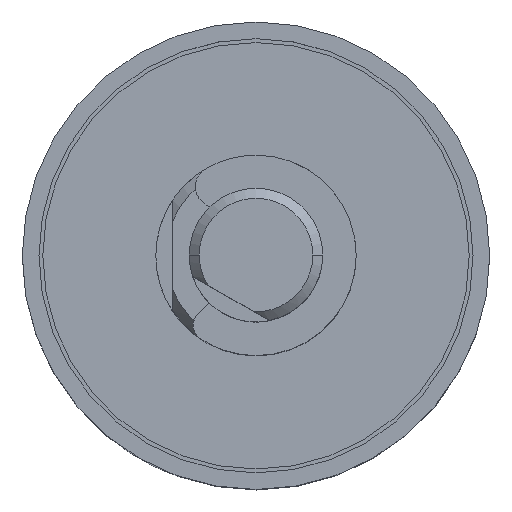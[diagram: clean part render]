
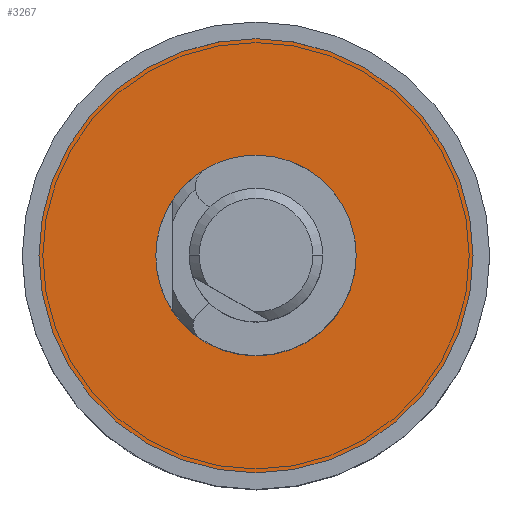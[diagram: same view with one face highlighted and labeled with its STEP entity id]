
A CAD part, top view. The second image highlights one B-rep face of the part: STEP entity #3267.
In plain terms, the highlighted planar face has unit normal (0, 0, 1).
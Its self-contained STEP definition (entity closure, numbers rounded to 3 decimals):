
#174 = CARTESIAN_POINT ( 'NONE',  ( 3., 0., 0.5 ) ) ;
#420 = CIRCLE ( 'NONE', #8221, 3. ) ;
#1159 = DIRECTION ( 'NONE',  ( 0., 0., -1. ) ) ;
#1172 = CIRCLE ( 'NONE', #4449, 3. ) ;
#1367 = ORIENTED_EDGE ( 'NONE', *, *, #6289, .T. ) ;
#2063 = AXIS2_PLACEMENT_3D ( 'NONE', #10202, #5234, #9371 ) ;
#2675 = VERTEX_POINT ( 'NONE', #5316 ) ;
#2771 = CARTESIAN_POINT ( 'NONE',  ( 6.5, 0., 0.5 ) ) ;
#2817 = DIRECTION ( 'NONE',  ( 0., 0., 1. ) ) ;
#2819 = CARTESIAN_POINT ( 'NONE',  ( 0., 0., 0.5 ) ) ;
#2927 = CIRCLE ( 'NONE', #2063, 6.5 ) ;
#2982 = CARTESIAN_POINT ( 'NONE',  ( -3., 0., 0.5 ) ) ;
#3267 = ADVANCED_FACE ( 'NONE', ( #8020, #9035 ), #5047, .T. ) ;
#3339 = EDGE_CURVE ( 'NONE', #9539, #3518, #1172, .T. ) ;
#3517 = DIRECTION ( 'NONE',  ( 1., 0., 0. ) ) ;
#3518 = VERTEX_POINT ( 'NONE', #2982 ) ;
#3647 = CIRCLE ( 'NONE', #9548, 6.5 ) ;
#4106 = EDGE_CURVE ( 'NONE', #2675, #10046, #2927, .T. ) ;
#4449 = AXIS2_PLACEMENT_3D ( 'NONE', #2819, #1159, #6788 ) ;
#4953 = DIRECTION ( 'NONE',  ( 0., 0., 1. ) ) ;
#5047 = PLANE ( 'NONE',  #5923 ) ;
#5156 = CARTESIAN_POINT ( 'NONE',  ( 0., 0., 0.5 ) ) ;
#5167 = CARTESIAN_POINT ( 'NONE',  ( 0., 0., 0.5 ) ) ;
#5234 = DIRECTION ( 'NONE',  ( 0., 0., 1. ) ) ;
#5316 = CARTESIAN_POINT ( 'NONE',  ( -6.5, 0., 0.5 ) ) ;
#5750 = DIRECTION ( 'NONE',  ( 1., 0., 0. ) ) ;
#5923 = AXIS2_PLACEMENT_3D ( 'NONE', #174, #4953, #5750 ) ;
#6289 = EDGE_CURVE ( 'NONE', #10046, #2675, #3647, .T. ) ;
#6472 = ORIENTED_EDGE ( 'NONE', *, *, #4106, .T. ) ;
#6788 = DIRECTION ( 'NONE',  ( -1., 0., 0. ) ) ;
#6798 = DIRECTION ( 'NONE',  ( -1., 0., 0. ) ) ;
#7145 = EDGE_LOOP ( 'NONE', ( #1367, #6472 ) ) ;
#8020 = FACE_BOUND ( 'NONE', #8946, .T. ) ;
#8053 = CARTESIAN_POINT ( 'NONE',  ( 3., 0., 0.5 ) ) ;
#8221 = AXIS2_PLACEMENT_3D ( 'NONE', #5167, #10085, #6798 ) ;
#8946 = EDGE_LOOP ( 'NONE', ( #10501, #9349 ) ) ;
#8983 = EDGE_CURVE ( 'NONE', #3518, #9539, #420, .T. ) ;
#9035 = FACE_OUTER_BOUND ( 'NONE', #7145, .T. ) ;
#9349 = ORIENTED_EDGE ( 'NONE', *, *, #3339, .T. ) ;
#9371 = DIRECTION ( 'NONE',  ( 1., 0., 0. ) ) ;
#9539 = VERTEX_POINT ( 'NONE', #8053 ) ;
#9548 = AXIS2_PLACEMENT_3D ( 'NONE', #5156, #2817, #3517 ) ;
#10046 = VERTEX_POINT ( 'NONE', #2771 ) ;
#10085 = DIRECTION ( 'NONE',  ( 0., 0., -1. ) ) ;
#10202 = CARTESIAN_POINT ( 'NONE',  ( 0., 0., 0.5 ) ) ;
#10501 = ORIENTED_EDGE ( 'NONE', *, *, #8983, .T. ) ;
